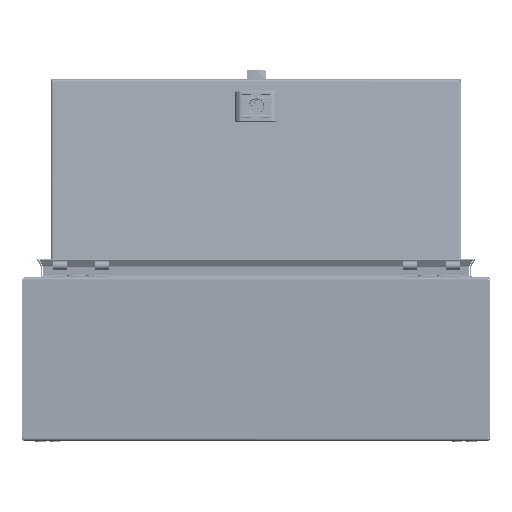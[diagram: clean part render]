
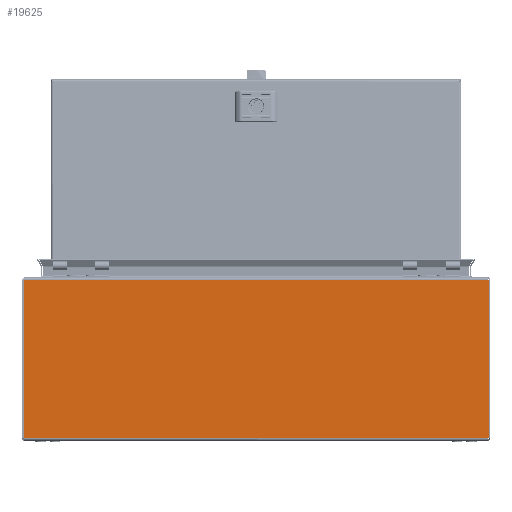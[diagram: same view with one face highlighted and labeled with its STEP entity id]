
A CAD part, front view. The second image highlights one B-rep face of the part: STEP entity #19625.
In plain terms, the highlighted planar face has unit normal (0, -1, 0).
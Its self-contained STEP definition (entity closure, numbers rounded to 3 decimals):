
#19625 = ADVANCED_FACE ( 'NONE', ( #35345 ), #35346, .F. ) ;
#35342 = CARTESIAN_POINT ( 'NONE',  ( -248.5, -150., 172. ) ) ;
#35345 = FACE_OUTER_BOUND ( 'NONE', #40857, .T. ) ;
#35346 = PLANE ( 'NONE',  #145139 ) ;
#35349 = DIRECTION ( 'NONE',  ( 0., 1., 0. ) ) ;
#35350 = DIRECTION ( 'NONE',  ( 0., 0., 1. ) ) ;
#40857 = EDGE_LOOP ( 'NONE', ( #154135, #154136, #154137, #154138 ) ) ;
#54186 = VECTOR ( 'NONE', #54874, 1000. ) ;
#54193 = VECTOR ( 'NONE', #54866, 1000. ) ;
#54196 = VECTOR ( 'NONE', #54845, 1000. ) ;
#54205 = VECTOR ( 'NONE', #54885, 1000. ) ;
#54811 = LINE ( 'NONE', #54869, #54186 ) ;
#54838 = LINE ( 'NONE', #54842, #54196 ) ;
#54842 = CARTESIAN_POINT ( 'NONE',  ( -248.5, -150., 1.5 ) ) ;
#54845 = DIRECTION ( 'NONE',  ( -1., 0., 0. ) ) ;
#54857 = LINE ( 'NONE', #54863, #54193 ) ;
#54863 = CARTESIAN_POINT ( 'NONE',  ( 247.793, -150., 170.5 ) ) ;
#54866 = DIRECTION ( 'NONE',  ( -1., 0., 0. ) ) ;
#54869 = CARTESIAN_POINT ( 'NONE',  ( -248.4, -150., 1.5 ) ) ;
#54874 = DIRECTION ( 'NONE',  ( 0., 0., 1. ) ) ;
#54877 = LINE ( 'NONE', #54882, #54205 ) ;
#54882 = CARTESIAN_POINT ( 'NONE',  ( 248.4, -150., 1.5 ) ) ;
#54885 = DIRECTION ( 'NONE',  ( 0., 0., 1. ) ) ;
#125108 = EDGE_CURVE ( 'NONE', #149242, #149234, #54838, .T. ) ;
#125113 = EDGE_CURVE ( 'NONE', #149239, #149233, #54857, .T. ) ;
#125115 = EDGE_CURVE ( 'NONE', #149234, #149233, #54811, .T. ) ;
#125117 = EDGE_CURVE ( 'NONE', #149242, #149239, #54877, .T. ) ;
#135877 = CARTESIAN_POINT ( 'NONE',  ( -248.4, -150., 170.5 ) ) ;
#135878 = CARTESIAN_POINT ( 'NONE',  ( -248.4, -150., 1.5 ) ) ;
#135882 = CARTESIAN_POINT ( 'NONE',  ( 248.4, -150., 170.5 ) ) ;
#135884 = CARTESIAN_POINT ( 'NONE',  ( 248.4, -150., 1.5 ) ) ;
#145139 = AXIS2_PLACEMENT_3D ( 'NONE', #35342, #35349, #35350 ) ;
#149233 = VERTEX_POINT ( 'NONE', #135877 ) ;
#149234 = VERTEX_POINT ( 'NONE', #135878 ) ;
#149239 = VERTEX_POINT ( 'NONE', #135882 ) ;
#149242 = VERTEX_POINT ( 'NONE', #135884 ) ;
#154135 = ORIENTED_EDGE ( 'NONE', *, *, #125113, .T. ) ;
#154136 = ORIENTED_EDGE ( 'NONE', *, *, #125115, .F. ) ;
#154137 = ORIENTED_EDGE ( 'NONE', *, *, #125108, .F. ) ;
#154138 = ORIENTED_EDGE ( 'NONE', *, *, #125117, .T. ) ;
